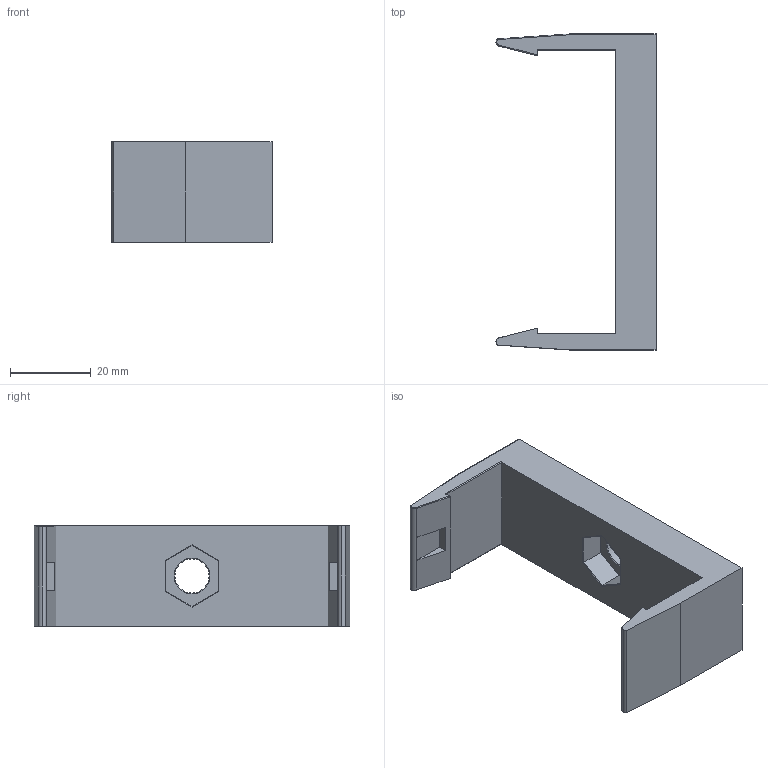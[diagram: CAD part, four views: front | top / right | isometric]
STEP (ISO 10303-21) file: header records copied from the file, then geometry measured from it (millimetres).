
FILE_DESCRIPTION (( 'STEP AP214' ), '1' );
FILE_NAME ('SIC-M230.000.001.STEP', '2019-02-19T12:32:58', ( '' ), ( '' ), 'SwSTEP 2.0', 'SolidWorks 2018', '' );
FILE_SCHEMA (( 'AUTOMOTIVE_DESIGN' ));
Length unit declared in the file: millimetre
Products named in the file (1): SIC-M230.000.001
Bounding box: 39.71 x 78.4 x 25 mm (x, y, z)
Volume: 18620.3 mm3; surface area: 10791.7 mm2
Topology: 1 solids, 1 shells, 75 faces, 187 edges, 119 vertices
Faces by surface type: plane 45, cylinder 25, torus 5
Entity records: 2237 total; most frequent: CARTESIAN_POINT 462, ORIENTED_EDGE 374, DIRECTION 339, EDGE_CURVE 187, LINE 139, VECTOR 139, VERTEX_POINT 119, AXIS2_PLACEMENT_3D 100
